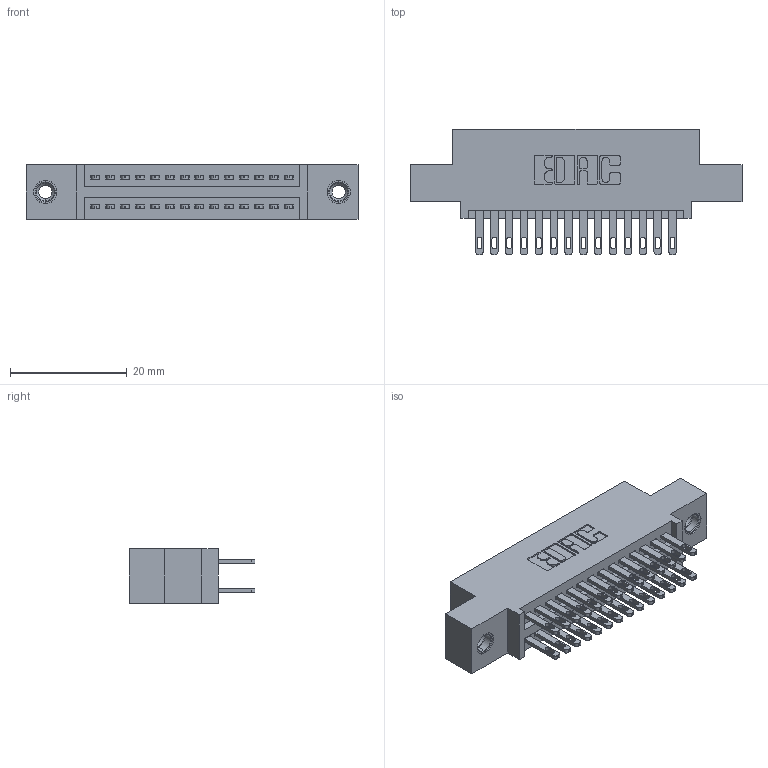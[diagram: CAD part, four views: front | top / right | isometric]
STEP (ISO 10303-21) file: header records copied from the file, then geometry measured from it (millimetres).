
FILE_DESCRIPTION (( 'STEP AP203' ), '1' );
FILE_NAME ('345-028-500-508.STEP', '2018-08-22T07:30:44', ( '' ), ( '' ), 'SwSTEP 2.0', 'SolidWorks 2016', '' );
FILE_SCHEMA (( 'CONFIG_CONTROL_DESIGN' ));
Length unit declared in the file: inch
Products named in the file (4): 345 Part_0.110 Offset - 0.156 Dia-TI; 345-292-001_345-293-100; 345-250-001_345-250-003-102; 345-028-500-508
Assembly tree (31 placements, depth 2):
  345-028-500-508
    345 Part_0.110 Offset - 0.156 Dia-TI
    345-292-001_345-293-100  x28
    345-250-001_345-250-003-102  x2
Bounding box: 56.77 x 21.51 x 9.4 mm (x, y, z)
Volume: 5260.4 mm3; surface area: 7625.3 mm2
Topology: 31 solids, 31 shells, 1478 faces, 4437 edges, 2950 vertices
Faces by surface type: plane 872, cylinder 590, cone 12, torus 4
Entity records: 16002 total; most frequent: CARTESIAN_POINT 2691, ORIENTED_EDGE 2618, DIRECTION 2435, EDGE_CURVE 1309, VECTOR 1097, LINE 1097, VERTEX_POINT 868, AXIS2_PLACEMENT_3D 669
